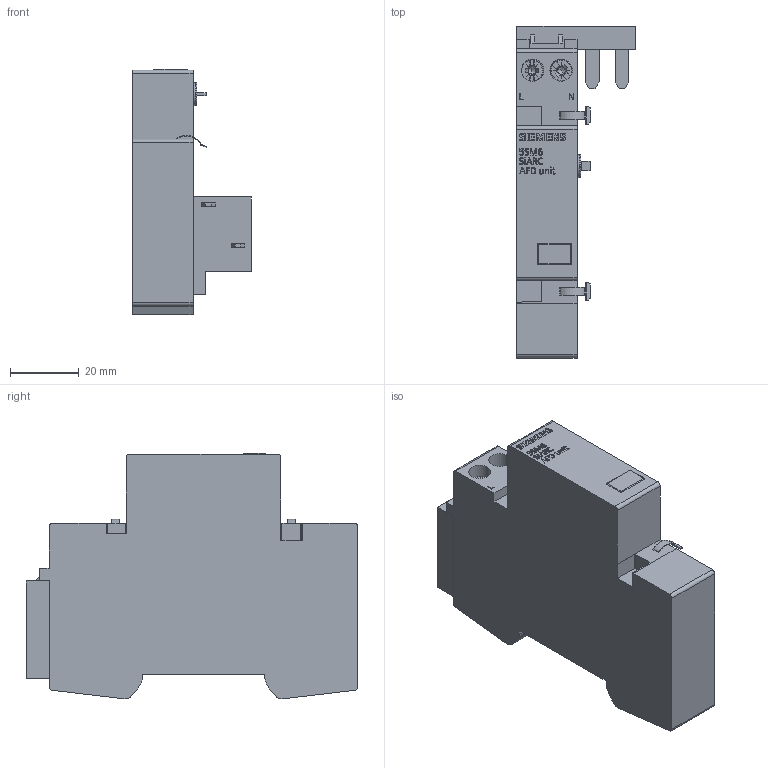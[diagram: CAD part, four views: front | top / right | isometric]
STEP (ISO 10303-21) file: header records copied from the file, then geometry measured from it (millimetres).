
FILE_DESCRIPTION(('STEP AP214'),'1');
FILE_NAME('cctmp_0F606E27-746B-4959-A30A-4024663DDA49_2023_08_15_13_19_48_0545..stp','2023-08-15T11:19:49',('SIEMENS A&D'),('CADClick - www.CADClick.com'),'Spatial InterOp 3D postprocessed',' ','unknown authorization');
FILE_SCHEMA(('AUTOMOTIVE_DESIGN'));
Length unit declared in the file: millimetre
Products named in the file (1): 2023_08_15_13_19_48_0528
Bounding box: 34.6 x 96.5 x 71.3 mm (x, y, z)
Volume: 94864.4 mm3; surface area: 19578.6 mm2
Topology: 1 solids, 1 shells, 558 faces, 1480 edges, 961 vertices
Faces by surface type: plane 376, extrusion 68, cylinder 58, cone 35, bspline 12, torus 5, sphere 4
Full cylindrical faces by diameter (mm): 3.5 x1, 6.5 x2, 6.8 x1
Entity records: 20778 total; most frequent: CARTESIAN_POINT 5652, ORIENTED_EDGE 2928, DIRECTION 2426, EDGE_CURVE 1464, VECTOR 1066, LINE 998, VERTEX_POINT 959, AXIS2_PLACEMENT_3D 680
